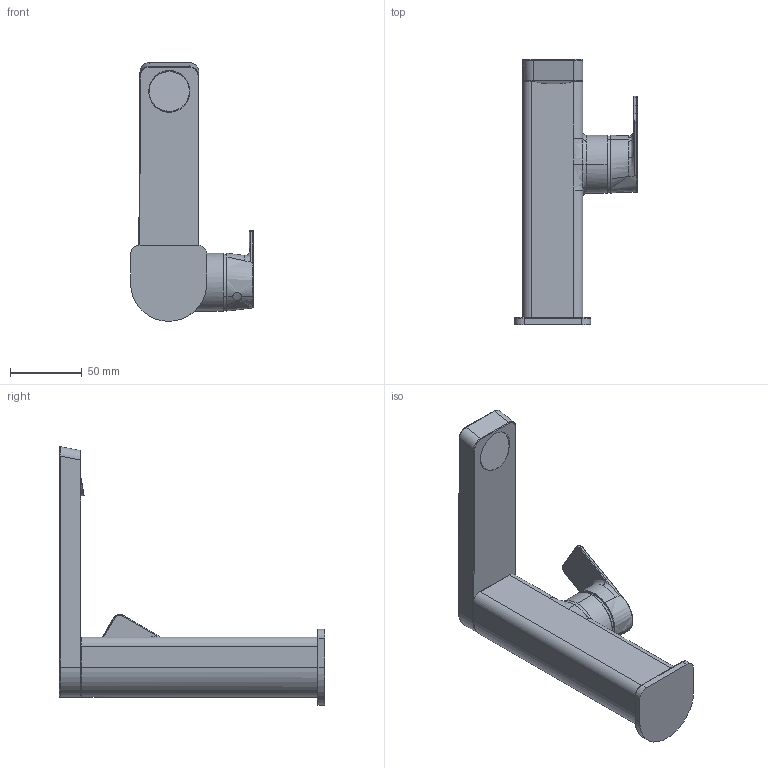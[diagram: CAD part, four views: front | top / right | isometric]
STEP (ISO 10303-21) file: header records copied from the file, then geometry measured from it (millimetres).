
FILE_DESCRIPTION (( 'STEP AP203' ), '1' );
FILE_NAME ('57142273(2021).STEP', '2020-10-30T12:08:03', ( '' ), ( '' ), 'SwSTEP 2.0', 'SolidWorks 2016', '' );
FILE_SCHEMA (( 'CONFIG_CONTROL_DESIGN' ));
Length unit declared in the file: millimetre
Products named in the file (1): 57142273(2021)
Bounding box: 85.75 x 185 x 180.53 mm (x, y, z)
Volume: 425977.2 mm3; surface area: 54238.6 mm2
Topology: 1 solids, 1 shells, 114 faces, 269 edges, 161 vertices
Faces by surface type: bspline 39, cylinder 37, plane 24, torus 8, cone 4, sphere 2
Entity records: 8891 total; most frequent: CARTESIAN_POINT 6495, ORIENTED_EDGE 534, DIRECTION 405, EDGE_CURVE 267, VERTEX_POINT 161, AXIS2_PLACEMENT_3D 158, EDGE_LOOP 120, FACE_OUTER_BOUND 114
